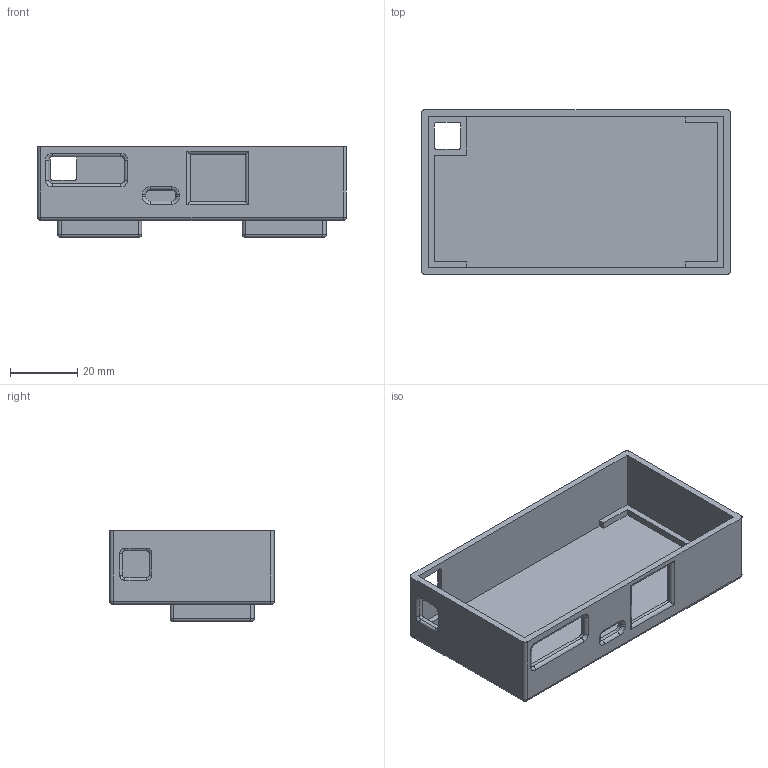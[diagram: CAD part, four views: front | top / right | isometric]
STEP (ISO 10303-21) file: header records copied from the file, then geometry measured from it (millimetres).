
FILE_DESCRIPTION(('FreeCAD Model'),'2;1');
FILE_NAME('Open CASCADE Shape Model','2024-12-02T15:05:27',(''),(''), 'Open CASCADE STEP processor 7.8','FreeCAD','Unknown');
FILE_SCHEMA(('AUTOMOTIVE_DESIGN { 1 0 10303 214 1 1 1 1 }'));
Length unit declared in the file: millimetre
Products named in the file (1): Base
Bounding box: 92 x 49 x 27 mm (x, y, z)
Volume: 22311.4 mm3; surface area: 22543.9 mm2
Topology: 1 solids, 1 shells, 201 faces, 500 edges, 300 vertices
Faces by surface type: plane 85, cylinder 76, torus 20, revolution 8, cone 8, sphere 4
Entity records: 5956 total; most frequent: DIRECTION 1076, CARTESIAN_POINT 1066, ORIENTED_EDGE 976, EDGE_CURVE 488, AXIS2_PLACEMENT_3D 386, VERTEX_POINT 296, LINE 296, VECTOR 296
